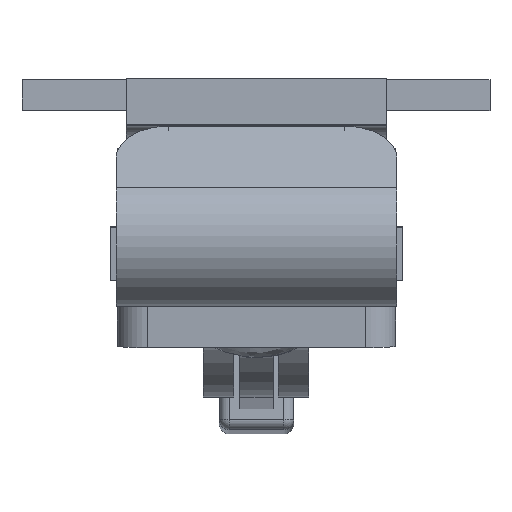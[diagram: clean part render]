
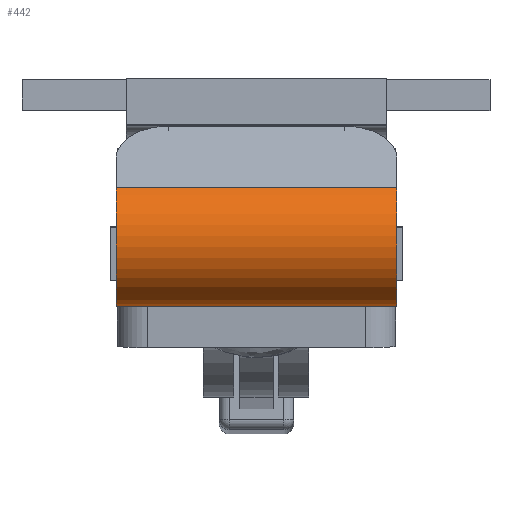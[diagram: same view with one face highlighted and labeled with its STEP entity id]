
A CAD part, top view. The second image highlights one B-rep face of the part: STEP entity #442.
In plain terms, the highlighted cylindrical face has radius 6.393 mm (diameter 12.786 mm), a partial arc.
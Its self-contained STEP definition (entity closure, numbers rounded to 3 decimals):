
#442=ADVANCED_FACE('',(#2051),#2050,.T.);
#2050=CYLINDRICAL_SURFACE('',#4449,6.393);
#2051=FACE_OUTER_BOUND('',#4450,.T.);
#4446=CARTESIAN_POINT('',(68.407,986.5,-4.143));
#4447=DIRECTION('',(0.,1.,0.));
#4448=DIRECTION('',(0.,0.,1.));
#4449=AXIS2_PLACEMENT_3D('',#4446,#4447,#4448);
#4450=EDGE_LOOP('',(#8545,#8546,#8547,#8548));
#8545=ORIENTED_EDGE('',*,*,#9608,.F.);
#8546=ORIENTED_EDGE('',*,*,#9619,.F.);
#8547=ORIENTED_EDGE('',*,*,#9604,.T.);
#8548=ORIENTED_EDGE('',*,*,#9590,.T.);
#9590=EDGE_CURVE('',#12411,#12452,#12459,.T.);
#9604=EDGE_CURVE('',#12520,#12411,#12553,.T.);
#9608=EDGE_CURVE('',#12574,#12452,#12581,.T.);
#9619=EDGE_CURVE('',#12520,#12574,#12651,.T.);
#12411=VERTEX_POINT('',#16307);
#12452=VERTEX_POINT('',#16332);
#12459=LINE('',#16336,#16337);
#12520=VERTEX_POINT('',#16372);
#12553=CIRCLE('',#16394,6.393);
#12574=VERTEX_POINT('',#16404);
#12581=CIRCLE('',#16411,6.393);
#12651=LINE('',#16453,#16454);
#16307=CARTESIAN_POINT('',(68.407,13.5,2.25));
#16332=CARTESIAN_POINT('',(68.407,-13.5,2.25));
#16336=CARTESIAN_POINT('',(68.407,13.5,2.25));
#16337=VECTOR('',#16338,27.);
#16338=DIRECTION('',(0.,-1.,0.));
#16372=CARTESIAN_POINT('',(72.074,13.5,-9.38));
#16391=CARTESIAN_POINT('',(68.407,13.5,-4.143));
#16392=DIRECTION('',(0.,-1.,0.));
#16393=DIRECTION('',(0.,0.,-1.));
#16394=AXIS2_PLACEMENT_3D('',#16391,#16392,#16393);
#16404=CARTESIAN_POINT('',(72.074,-13.5,-9.38));
#16408=CARTESIAN_POINT('',(68.407,-13.5,-4.143));
#16409=DIRECTION('',(0.,-1.,0.));
#16410=DIRECTION('',(0.,0.,-1.));
#16411=AXIS2_PLACEMENT_3D('',#16408,#16409,#16410);
#16453=CARTESIAN_POINT('',(72.074,13.5,-9.38));
#16454=VECTOR('',#16455,27.);
#16455=DIRECTION('',(0.,-1.,0.));
